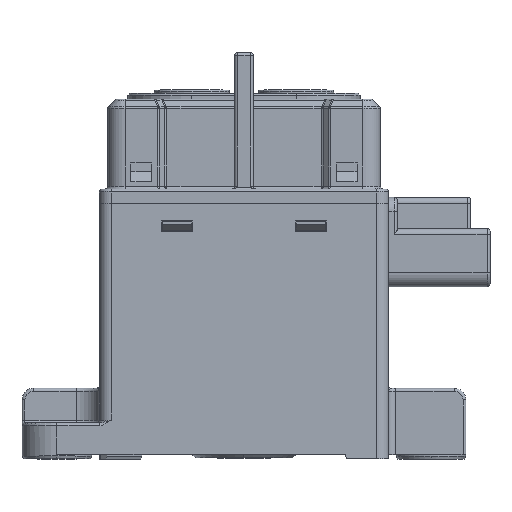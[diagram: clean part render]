
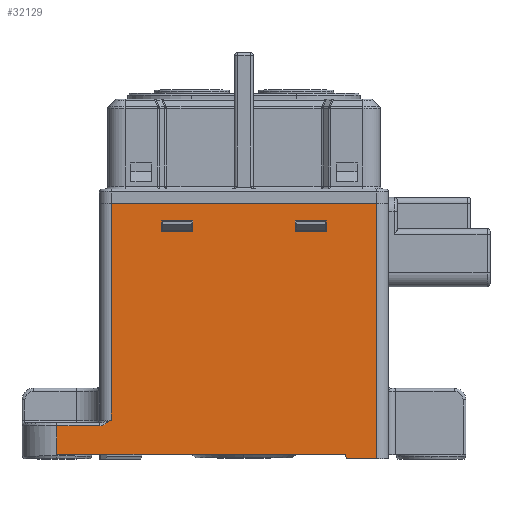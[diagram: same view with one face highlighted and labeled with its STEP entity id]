
A CAD part, top view. The second image highlights one B-rep face of the part: STEP entity #32129.
In plain terms, the highlighted planar face has unit normal (0, 0, 1).
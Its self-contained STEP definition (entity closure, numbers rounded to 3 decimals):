
#31957=AXIS2_PLACEMENT_3D('Plane Axis2P3D',#31954,#31955,#31956) ;
#31928=CARTESIAN_POINT('Line Origine',(-22.9,7.251,19.5)) ;
#31932=CARTESIAN_POINT('Vertex',(-22.9,7.1,19.5)) ;
#31934=CARTESIAN_POINT('Vertex',(-22.9,-30.2,19.5)) ;
#31954=CARTESIAN_POINT('Axis2P3D Location',(-23.5,-36.1,19.5)) ;
#31959=CARTESIAN_POINT('Line Origine',(-28.575,-31.2,19.5)) ;
#31963=CARTESIAN_POINT('Vertex',(-32.25,-31.2,19.5)) ;
#31965=CARTESIAN_POINT('Vertex',(-24.9,-31.2,19.5)) ;
#31968=CARTESIAN_POINT('Line Origine',(-32.25,-33.65,19.5)) ;
#31972=CARTESIAN_POINT('Vertex',(-32.25,-36.1,19.5)) ;
#31975=CARTESIAN_POINT('Line Origine',(-7.375,-36.1,19.5)) ;
#31979=CARTESIAN_POINT('Vertex',(17.5,-36.1,19.5)) ;
#31982=CARTESIAN_POINT('Line Origine',(17.5,-36.25,19.5)) ;
#31986=CARTESIAN_POINT('Vertex',(17.5,-36.4,19.5)) ;
#31989=CARTESIAN_POINT('Line Origine',(17.6,-36.65,19.5)) ;
#31993=CARTESIAN_POINT('Vertex',(17.7,-36.9,19.5)) ;
#31996=CARTESIAN_POINT('Line Origine',(20.3,-36.9,19.5)) ;
#32000=CARTESIAN_POINT('Vertex',(22.9,-36.9,19.5)) ;
#32003=CARTESIAN_POINT('Line Origine',(22.9,-14.9,19.5)) ;
#32007=CARTESIAN_POINT('Vertex',(22.9,7.1,19.5)) ;
#32010=CARTESIAN_POINT('Line Origine',(0.,7.1,19.5)) ;
#32016=CARTESIAN_POINT('Control Point',(-22.9,-30.2,19.5)) ;
#32017=CARTESIAN_POINT('Control Point',(-22.967,-30.255,19.5)) ;
#32018=CARTESIAN_POINT('Control Point',(-23.037,-30.312,19.5)) ;
#32019=CARTESIAN_POINT('Control Point',(-23.102,-30.364,19.5)) ;
#32020=CARTESIAN_POINT('Control Point',(-23.236,-30.471,19.5)) ;
#32021=CARTESIAN_POINT('Control Point',(-23.375,-30.577,19.5)) ;
#32022=CARTESIAN_POINT('Control Point',(-23.427,-30.615,19.5)) ;
#32023=CARTESIAN_POINT('Control Point',(-23.487,-30.658,19.5)) ;
#32024=CARTESIAN_POINT('Control Point',(-23.548,-30.7,19.5)) ;
#32025=CARTESIAN_POINT('Vertex',(-23.548,-30.7,19.5)) ;
#32029=CARTESIAN_POINT('Control Point',(-24.9,-31.2,19.5)) ;
#32030=CARTESIAN_POINT('Control Point',(-24.839,-31.2,19.5)) ;
#32031=CARTESIAN_POINT('Control Point',(-24.779,-31.197,19.5)) ;
#32032=CARTESIAN_POINT('Control Point',(-24.719,-31.192,19.5)) ;
#32033=CARTESIAN_POINT('Control Point',(-24.596,-31.175,19.5)) ;
#32034=CARTESIAN_POINT('Control Point',(-24.476,-31.147,19.5)) ;
#32035=CARTESIAN_POINT('Control Point',(-24.414,-31.131,19.5)) ;
#32036=CARTESIAN_POINT('Control Point',(-24.293,-31.093,19.5)) ;
#32037=CARTESIAN_POINT('Control Point',(-24.178,-31.05,19.5)) ;
#32038=CARTESIAN_POINT('Control Point',(-24.122,-31.026,19.5)) ;
#32039=CARTESIAN_POINT('Control Point',(-23.971,-30.957,19.5)) ;
#32040=CARTESIAN_POINT('Control Point',(-23.833,-30.882,19.5)) ;
#32041=CARTESIAN_POINT('Control Point',(-23.749,-30.832,19.5)) ;
#32042=CARTESIAN_POINT('Control Point',(-23.659,-30.775,19.5)) ;
#32043=CARTESIAN_POINT('Control Point',(-23.574,-30.718,19.5)) ;
#32044=CARTESIAN_POINT('Control Point',(-23.565,-30.712,19.5)) ;
#32045=CARTESIAN_POINT('Control Point',(-23.557,-30.706,19.5)) ;
#32046=CARTESIAN_POINT('Control Point',(-23.548,-30.7,19.5)) ;
#32061=CARTESIAN_POINT('Line Origine',(-11.5,4.1,19.5)) ;
#32065=CARTESIAN_POINT('Vertex',(-8.8,4.1,19.5)) ;
#32067=CARTESIAN_POINT('Vertex',(-14.2,4.1,19.5)) ;
#32070=CARTESIAN_POINT('Line Origine',(-8.8,3.2,19.5)) ;
#32074=CARTESIAN_POINT('Vertex',(-8.8,2.3,19.5)) ;
#32077=CARTESIAN_POINT('Line Origine',(-11.5,2.3,19.5)) ;
#32081=CARTESIAN_POINT('Vertex',(-14.2,2.3,19.5)) ;
#32084=CARTESIAN_POINT('Line Origine',(-14.2,3.2,19.5)) ;
#32095=CARTESIAN_POINT('Line Origine',(11.5,2.3,19.5)) ;
#32099=CARTESIAN_POINT('Vertex',(8.8,2.3,19.5)) ;
#32101=CARTESIAN_POINT('Vertex',(14.2,2.3,19.5)) ;
#32104=CARTESIAN_POINT('Line Origine',(8.8,3.2,19.5)) ;
#32108=CARTESIAN_POINT('Vertex',(8.8,4.1,19.5)) ;
#32111=CARTESIAN_POINT('Line Origine',(11.5,4.1,19.5)) ;
#32115=CARTESIAN_POINT('Vertex',(14.2,4.1,19.5)) ;
#32118=CARTESIAN_POINT('Line Origine',(14.2,3.2,19.5)) ;
#31929=DIRECTION('Vector Direction',(0.,-1.,0.)) ;
#31955=DIRECTION('Axis2P3D Direction',(0.,0.,1.)) ;
#31956=DIRECTION('Axis2P3D XDirection',(-1.,0.,0.)) ;
#31960=DIRECTION('Vector Direction',(1.,0.,0.)) ;
#31969=DIRECTION('Vector Direction',(0.,1.,0.)) ;
#31976=DIRECTION('Vector Direction',(-1.,0.,0.)) ;
#31983=DIRECTION('Vector Direction',(0.,-1.,0.)) ;
#31990=DIRECTION('Vector Direction',(0.371,-0.928,0.)) ;
#31997=DIRECTION('Vector Direction',(-1.,0.,0.)) ;
#32004=DIRECTION('Vector Direction',(0.,-1.,0.)) ;
#32011=DIRECTION('Vector Direction',(1.,0.,0.)) ;
#32062=DIRECTION('Vector Direction',(-1.,0.,0.)) ;
#32071=DIRECTION('Vector Direction',(0.,1.,0.)) ;
#32078=DIRECTION('Vector Direction',(1.,0.,0.)) ;
#32085=DIRECTION('Vector Direction',(0.,-1.,0.)) ;
#32096=DIRECTION('Vector Direction',(1.,0.,0.)) ;
#32105=DIRECTION('Vector Direction',(0.,-1.,0.)) ;
#32112=DIRECTION('Vector Direction',(-1.,0.,0.)) ;
#32119=DIRECTION('Vector Direction',(0.,1.,0.)) ;
#31930=VECTOR('Line Direction',#31929,1.) ;
#31961=VECTOR('Line Direction',#31960,1.) ;
#31970=VECTOR('Line Direction',#31969,1.) ;
#31977=VECTOR('Line Direction',#31976,1.) ;
#31984=VECTOR('Line Direction',#31983,1.) ;
#31991=VECTOR('Line Direction',#31990,1.) ;
#31998=VECTOR('Line Direction',#31997,1.) ;
#32005=VECTOR('Line Direction',#32004,1.) ;
#32012=VECTOR('Line Direction',#32011,1.) ;
#32063=VECTOR('Line Direction',#32062,1.) ;
#32072=VECTOR('Line Direction',#32071,1.) ;
#32079=VECTOR('Line Direction',#32078,1.) ;
#32086=VECTOR('Line Direction',#32085,1.) ;
#32097=VECTOR('Line Direction',#32096,1.) ;
#32106=VECTOR('Line Direction',#32105,1.) ;
#32113=VECTOR('Line Direction',#32112,1.) ;
#32120=VECTOR('Line Direction',#32119,1.) ;
#32049=ORIENTED_EDGE('',*,*,#31967,.F.) ;
#32050=ORIENTED_EDGE('',*,*,#31974,.F.) ;
#32051=ORIENTED_EDGE('',*,*,#31981,.F.) ;
#32052=ORIENTED_EDGE('',*,*,#31988,.T.) ;
#32053=ORIENTED_EDGE('',*,*,#31995,.T.) ;
#32054=ORIENTED_EDGE('',*,*,#32002,.F.) ;
#32055=ORIENTED_EDGE('',*,*,#32009,.F.) ;
#32056=ORIENTED_EDGE('',*,*,#32014,.F.) ;
#32057=ORIENTED_EDGE('',*,*,#31936,.T.) ;
#32058=ORIENTED_EDGE('',*,*,#32027,.T.) ;
#32059=ORIENTED_EDGE('',*,*,#32047,.F.) ;
#32090=ORIENTED_EDGE('',*,*,#32069,.F.) ;
#32091=ORIENTED_EDGE('',*,*,#32076,.F.) ;
#32092=ORIENTED_EDGE('',*,*,#32083,.F.) ;
#32093=ORIENTED_EDGE('',*,*,#32088,.F.) ;
#32124=ORIENTED_EDGE('',*,*,#32103,.F.) ;
#32125=ORIENTED_EDGE('',*,*,#32110,.F.) ;
#32126=ORIENTED_EDGE('',*,*,#32117,.F.) ;
#32127=ORIENTED_EDGE('',*,*,#32122,.F.) ;
#32094=FACE_BOUND('',#32089,.T.) ;
#32128=FACE_BOUND('',#32123,.T.) ;
#32129=ADVANCED_FACE('150A_Group\\40030016ST_GER150-STAASC0A01.1\\72316603501_TOTAL ASS''Y,SUB,GER-150.1\\54626603002_FRAME ASS''Y,LOWER,GER-100\\FRAME_LOW_GER_100.1\\Body.1',(#32060,#32094,#32128),#31958,.T.) ;
#32015=B_SPLINE_CURVE_WITH_KNOTS('',5,(#32016,#32017,#32018,#32019,#32020,#32021,#32022,#32023,#32024),.UNSPECIFIED.,.F.,.U.,(6,3,6),(0.,0.694,1.19),.UNSPECIFIED.) ;
#32028=B_SPLINE_CURVE_WITH_KNOTS('',5,(#32029,#32030,#32031,#32032,#32033,#32034,#32035,#32036,#32037,#32038,#32039,#32040,#32041,#32042,#32043,#32044,#32045,#32046),.UNSPECIFIED.,.F.,.U.,(6,3,3,3,3,6),(0.,0.383,0.804,1.223,1.99,2.079),.UNSPECIFIED.) ;
#31936=EDGE_CURVE('',#31933,#31935,#31931,.T.) ;
#31967=EDGE_CURVE('',#31964,#31966,#31962,.T.) ;
#31974=EDGE_CURVE('',#31973,#31964,#31971,.T.) ;
#31981=EDGE_CURVE('',#31980,#31973,#31978,.T.) ;
#31988=EDGE_CURVE('',#31980,#31987,#31985,.T.) ;
#31995=EDGE_CURVE('',#31987,#31994,#31992,.T.) ;
#32002=EDGE_CURVE('',#32001,#31994,#31999,.T.) ;
#32009=EDGE_CURVE('',#32008,#32001,#32006,.T.) ;
#32014=EDGE_CURVE('',#31933,#32008,#32013,.T.) ;
#32027=EDGE_CURVE('',#31935,#32026,#32015,.T.) ;
#32047=EDGE_CURVE('',#31966,#32026,#32028,.T.) ;
#32069=EDGE_CURVE('',#32066,#32068,#32064,.T.) ;
#32076=EDGE_CURVE('',#32075,#32066,#32073,.T.) ;
#32083=EDGE_CURVE('',#32082,#32075,#32080,.T.) ;
#32088=EDGE_CURVE('',#32068,#32082,#32087,.T.) ;
#32103=EDGE_CURVE('',#32100,#32102,#32098,.T.) ;
#32110=EDGE_CURVE('',#32109,#32100,#32107,.T.) ;
#32117=EDGE_CURVE('',#32116,#32109,#32114,.T.) ;
#32122=EDGE_CURVE('',#32102,#32116,#32121,.T.) ;
#32048=EDGE_LOOP('',(#32049,#32050,#32051,#32052,#32053,#32054,#32055,#32056,#32057,#32058,#32059)) ;
#32089=EDGE_LOOP('',(#32090,#32091,#32092,#32093)) ;
#32123=EDGE_LOOP('',(#32124,#32125,#32126,#32127)) ;
#32060=FACE_OUTER_BOUND('',#32048,.T.) ;
#31931=LINE('Line',#31928,#31930) ;
#31962=LINE('Line',#31959,#31961) ;
#31971=LINE('Line',#31968,#31970) ;
#31978=LINE('Line',#31975,#31977) ;
#31985=LINE('Line',#31982,#31984) ;
#31992=LINE('Line',#31989,#31991) ;
#31999=LINE('Line',#31996,#31998) ;
#32006=LINE('Line',#32003,#32005) ;
#32013=LINE('Line',#32010,#32012) ;
#32064=LINE('Line',#32061,#32063) ;
#32073=LINE('Line',#32070,#32072) ;
#32080=LINE('Line',#32077,#32079) ;
#32087=LINE('Line',#32084,#32086) ;
#32098=LINE('Line',#32095,#32097) ;
#32107=LINE('Line',#32104,#32106) ;
#32114=LINE('Line',#32111,#32113) ;
#32121=LINE('Line',#32118,#32120) ;
#31958=PLANE('',#31957) ;
#31933=VERTEX_POINT('',#31932) ;
#31935=VERTEX_POINT('',#31934) ;
#31964=VERTEX_POINT('',#31963) ;
#31966=VERTEX_POINT('',#31965) ;
#31973=VERTEX_POINT('',#31972) ;
#31980=VERTEX_POINT('',#31979) ;
#31987=VERTEX_POINT('',#31986) ;
#31994=VERTEX_POINT('',#31993) ;
#32001=VERTEX_POINT('',#32000) ;
#32008=VERTEX_POINT('',#32007) ;
#32026=VERTEX_POINT('',#32025) ;
#32066=VERTEX_POINT('',#32065) ;
#32068=VERTEX_POINT('',#32067) ;
#32075=VERTEX_POINT('',#32074) ;
#32082=VERTEX_POINT('',#32081) ;
#32100=VERTEX_POINT('',#32099) ;
#32102=VERTEX_POINT('',#32101) ;
#32109=VERTEX_POINT('',#32108) ;
#32116=VERTEX_POINT('',#32115) ;
